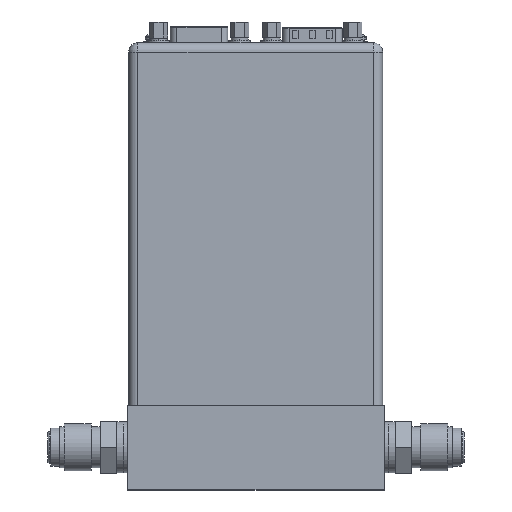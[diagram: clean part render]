
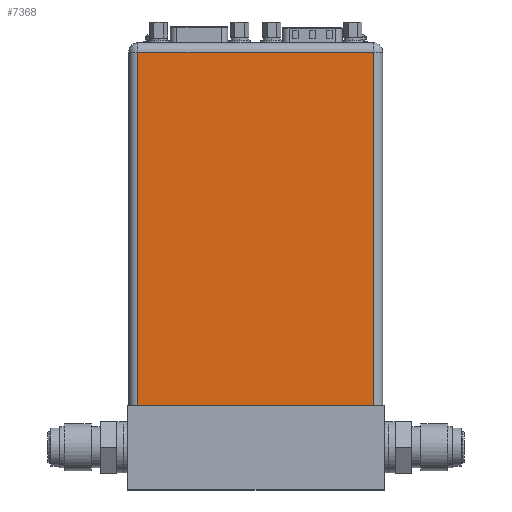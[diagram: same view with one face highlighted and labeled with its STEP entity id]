
A CAD part, top view. The second image highlights one B-rep face of the part: STEP entity #7368.
In plain terms, the highlighted planar face has unit normal (0, 0, 1).
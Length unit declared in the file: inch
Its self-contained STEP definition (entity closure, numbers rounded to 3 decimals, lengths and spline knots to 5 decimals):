
#5918=DIRECTION('',(0.,1.,0.));
#5919=VECTOR('',#5918,4.141);
#5920=CARTESIAN_POINT('',(1.3785,0.,1.425));
#5921=LINE('',#5920,#5919);
#5926=DIRECTION('',(-1.,0.,0.));
#5927=VECTOR('',#5926,2.757);
#5928=CARTESIAN_POINT('',(1.3785,0.,1.425));
#5929=LINE('',#5928,#5927);
#5934=DIRECTION('',(0.,-1.,0.));
#5935=VECTOR('',#5934,4.141);
#5936=CARTESIAN_POINT('',(-1.3785,4.141,1.425));
#5937=LINE('',#5936,#5935);
#6448=DIRECTION('',(-1.,0.,0.));
#6449=VECTOR('',#6448,2.757);
#6450=CARTESIAN_POINT('',(1.3785,4.141,1.425));
#6451=LINE('',#6450,#6449);
#6960=CARTESIAN_POINT('',(-1.3785,0.,1.425));
#6961=VERTEX_POINT('',#6960);
#6962=CARTESIAN_POINT('',(1.3785,0.,1.425));
#6963=VERTEX_POINT('',#6962);
#7221=CARTESIAN_POINT('',(1.3785,4.141,1.425));
#7222=VERTEX_POINT('',#7221);
#7223=CARTESIAN_POINT('',(-1.3785,4.141,1.425));
#7224=VERTEX_POINT('',#7223);
#7355=CARTESIAN_POINT('',(-1.4875,0.,1.425));
#7356=DIRECTION('',(0.,0.,1.));
#7357=DIRECTION('',(1.,0.,0.));
#7358=AXIS2_PLACEMENT_3D('',#7355,#7356,#7357);
#7359=PLANE('',#7358);
#7360=ORIENTED_EDGE('',*,*,#7347,.F.);
#7361=ORIENTED_EDGE('',*,*,#7275,.T.);
#7363=ORIENTED_EDGE('',*,*,#7362,.F.);
#7365=ORIENTED_EDGE('',*,*,#7364,.F.);
#7366=EDGE_LOOP('',(#7360,#7361,#7363,#7365));
#7367=FACE_OUTER_BOUND('',#7366,.F.);
#7368=ADVANCED_FACE('',(#7367),#7359,.T.);
#7275=EDGE_CURVE('',#6963,#6961,#5929,.T.);
#7347=EDGE_CURVE('',#6963,#7222,#5921,.T.);
#7362=EDGE_CURVE('',#7224,#6961,#5937,.T.);
#7364=EDGE_CURVE('',#7222,#7224,#6451,.T.);
